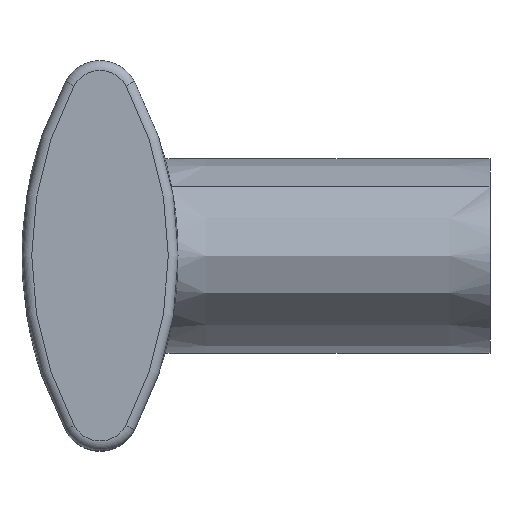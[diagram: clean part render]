
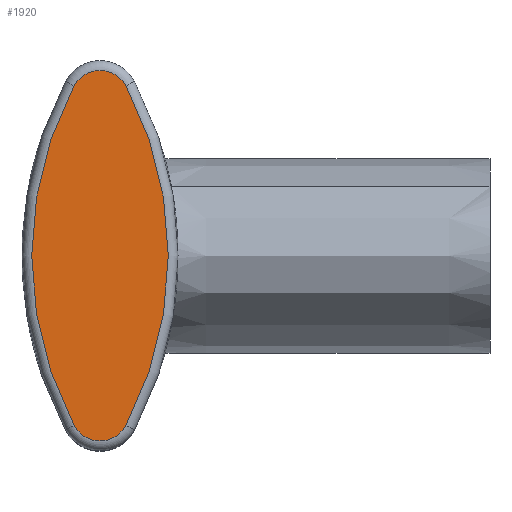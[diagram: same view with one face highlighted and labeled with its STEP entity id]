
A CAD part, top view. The second image highlights one B-rep face of the part: STEP entity #1920.
In plain terms, the highlighted planar face has unit normal (0, 0, 1).
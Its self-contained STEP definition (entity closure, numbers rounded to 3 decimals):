
#1490=CARTESIAN_POINT('',(0.,0.,20.));
#1500=DIRECTION('',(0.,0.,1.));
#1510=DIRECTION('',(1.,0.,0.));
#1520=AXIS2_PLACEMENT_3D('',#1490,#1500,#1510);
#1530=PLANE('',#1520);
#1540=CARTESIAN_POINT('',(15.,10.,20.));
#1550=DIRECTION('',(0.,0.,1.));
#1560=DIRECTION('',(1.,0.,0.));
#1570=AXIS2_PLACEMENT_3D('',#1540,#1550,#1560);
#1580=CIRCLE('',#1570,18.5);
#1590=CARTESIAN_POINT('',(-1.324,18.706,20.));
#1600=VERTEX_POINT('',#1590);
#1610=CARTESIAN_POINT('',(-1.324,1.294,20.));
#1620=VERTEX_POINT('',#1610);
#1630=EDGE_CURVE('',#1600,#1620,#1580,.T.);
#1640=ORIENTED_EDGE('',*,*,#1630,.T.);
#1650=CARTESIAN_POINT('',(0.,18.,20.));
#1660=DIRECTION('',(0.,0.,-1.));
#1670=DIRECTION('',(-1.,0.,0.));
#1680=AXIS2_PLACEMENT_3D('',#1650,#1660,#1670);
#1690=CIRCLE('',#1680,1.5);
#1700=CARTESIAN_POINT('',(1.324,18.706,20.));
#1710=VERTEX_POINT('',#1700);
#1720=EDGE_CURVE('',#1600,#1710,#1690,.T.);
#1730=ORIENTED_EDGE('',*,*,#1720,.F.);
#1740=CARTESIAN_POINT('',(-15.,10.,20.));
#1750=DIRECTION('',(0.,0.,-1.));
#1760=DIRECTION('',(-1.,0.,0.));
#1770=AXIS2_PLACEMENT_3D('',#1740,#1750,#1760);
#1780=CIRCLE('',#1770,18.5);
#1790=CARTESIAN_POINT('',(1.324,1.294,20.));
#1800=VERTEX_POINT('',#1790);
#1810=EDGE_CURVE('',#1710,#1800,#1780,.T.);
#1820=ORIENTED_EDGE('',*,*,#1810,.F.);
#1830=CARTESIAN_POINT('',(0.,2.,20.));
#1840=DIRECTION('',(0.,0.,-1.));
#1850=DIRECTION('',(-1.,0.,0.));
#1860=AXIS2_PLACEMENT_3D('',#1830,#1840,#1850);
#1870=CIRCLE('',#1860,1.5);
#1880=EDGE_CURVE('',#1800,#1620,#1870,.T.);
#1890=ORIENTED_EDGE('',*,*,#1880,.F.);
#1900=EDGE_LOOP('',(#1890,#1820,#1730,#1640));
#1910=FACE_OUTER_BOUND('',#1900,.T.);
#1920=ADVANCED_FACE('',(#1910),#1530,.T.);
